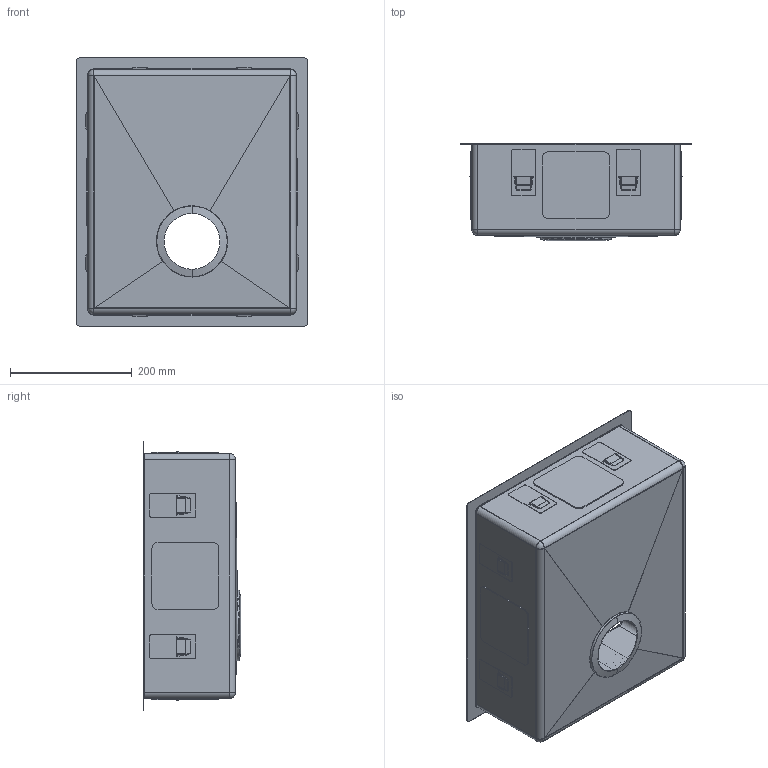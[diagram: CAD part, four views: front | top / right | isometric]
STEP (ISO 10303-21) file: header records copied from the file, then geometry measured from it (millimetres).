
FILE_DESCRIPTION (( 'STEP AP214' ), '1' );
FILE_NAME ('QC-200-08_Sink 400-340-150_Export_V1.STEP', '2022-09-29T10:24:15', ( '' ), ( '' ), 'SwSTEP 2.0', 'SolidWorks 2021', '' );
FILE_SCHEMA (( 'AUTOMOTIVE_DESIGN' ));
Length unit declared in the file: millimetre
Products named in the file (1): QC-200-08_Sink 400-340-150_Export_V1
Bounding box: 380 x 160 x 440 mm (x, y, z)
Surface area: 829600.5 mm2 (no closed solid volume)
Topology: 0 solids, 13 shells, 261 faces, 770 edges, 515 vertices
Faces by surface type: cylinder 117, plane 100, bspline 16, cone 12, sphere 8, torus 8
Entity records: 11798 total; most frequent: CARTESIAN_POINT 2312, DIRECTION 1349, ORIENTED_EDGE 1318, EDGE_CURVE 762, VERTEX_POINT 515, LINE 461, VECTOR 461, AXIS2_PLACEMENT_3D 444
